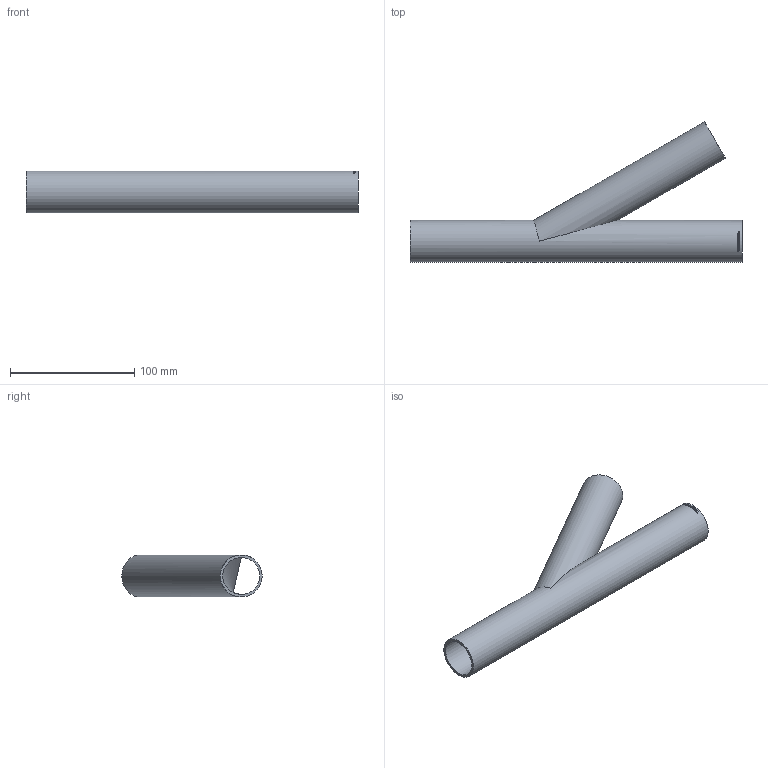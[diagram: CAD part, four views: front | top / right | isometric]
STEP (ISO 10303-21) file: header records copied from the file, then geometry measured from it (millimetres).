
FILE_DESCRIPTION (( 'STEP AP214' ), '1' );
FILE_NAME ('TR30-033X20-x T-Stück 30° Ø33,7 L267 1911.STEP', '2019-11-25T08:52:25', ( '' ), ( '' ), 'SwSTEP 2.0', 'SolidWorks 2016', '' );
FILE_SCHEMA (( 'AUTOMOTIVE_DESIGN' ));
Length unit declared in the file: millimetre
Products named in the file (1): TR30-033X20-x T-Stück 30° Ø33,7 L267   1911
Bounding box: 267 x 112.89 x 33.7 mm (x, y, z)
Volume: 77570.2 mm3; surface area: 78152.3 mm2
Topology: 1 solids, 1 shells, 185 faces, 504 edges, 336 vertices
Faces by surface type: bspline 124, plane 39, cylinder 22
Full cylindrical faces by diameter (mm): 29.7 x2, 33.7 x2
Entity records: 17198 total; most frequent: CARTESIAN_POINT 11742, ORIENTED_EDGE 980, EDGE_CURVE 490, B_SPLINE_CURVE_WITH_KNOTS 384, VERTEX_POINT 330, DIRECTION 278, EDGE_LOOP 210, FACE_OUTER_BOUND 188
